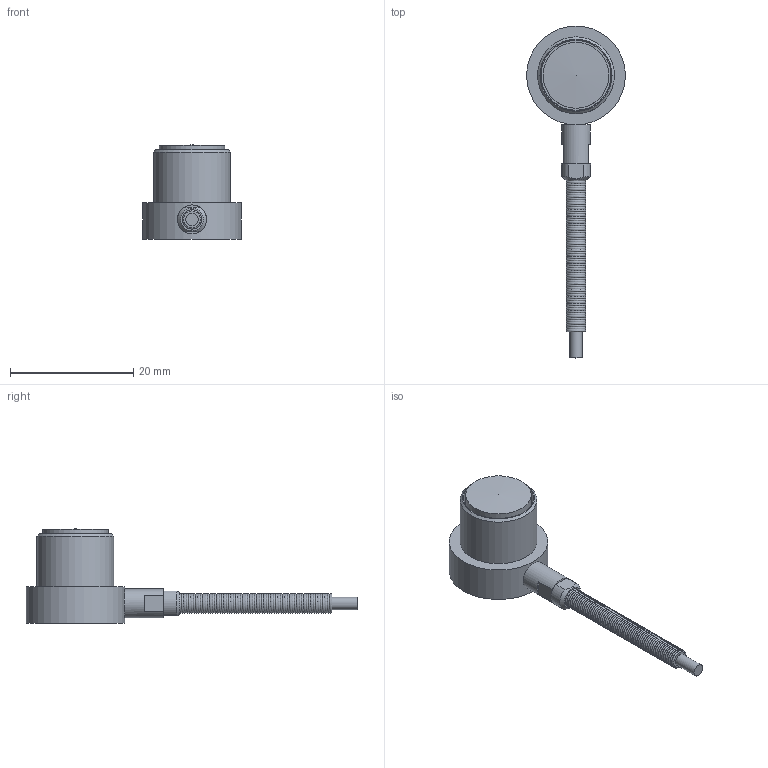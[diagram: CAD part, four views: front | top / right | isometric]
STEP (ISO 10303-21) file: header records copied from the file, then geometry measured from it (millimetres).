
FILE_DESCRIPTION((''),'2;1');
FILE_NAME('LCA345.stp','2010-09-17T14:52:02',('thomasl'),(''),'Autodesk Inventor 2008','Autodesk Inventor 2008','');
FILE_SCHEMA(('AUTOMOTIVE_DESIGN { 1 0 10303 214 1 1 1 1 }'));
Length unit declared in the file: inch
Products named in the file (11): LCA345; PART1; FM1635; $F2652; ~PART1; $F2651-B; PART2; $F2348-A; ~~PART1; CABLE; $F1732-A
Assembly tree (10 placements, depth 3):
  LCA345
    PART1
    FM1635
    $F2652
      ~PART1
    $F2651-B
      PART2
    $F2348-A
      ~~PART1
    CABLE
    $F1732-A
Bounding box: 16 x 53.78 x 15.24 mm (x, y, z)
Volume: 2199.3 mm3; surface area: 3069.5 mm2
Topology: 7 solids, 7 shells, 153 faces, 332 edges, 198 vertices
Faces by surface type: bspline 70, plane 47, cylinder 27, cone 6, torus 2, sphere 1
Full cylindrical faces by diameter (mm): 1.588 x1, 1.943 x1, 2.007 x1, 2.083 x2, 2.741 x1, 2.794 x1, 3.023 x1, 3.048 x1, 3.175 x2, 3.505 x1, 4.699 x1, 10.668 x1, 10.922 x1, 11.303 x1, 11.43 x1, 11.557 x1, 11.811 x1, 12.446 x1, 16.002 x1
Entity records: 9235 total; most frequent: CARTESIAN_POINT 6245, DIRECTION 564, ORIENTED_EDGE 440, EDGE_LOOP 268, AXIS2_PLACEMENT_3D 250, EDGE_CURVE 220, VERTEX_POINT 186, FACE_OUTER_BOUND 153
